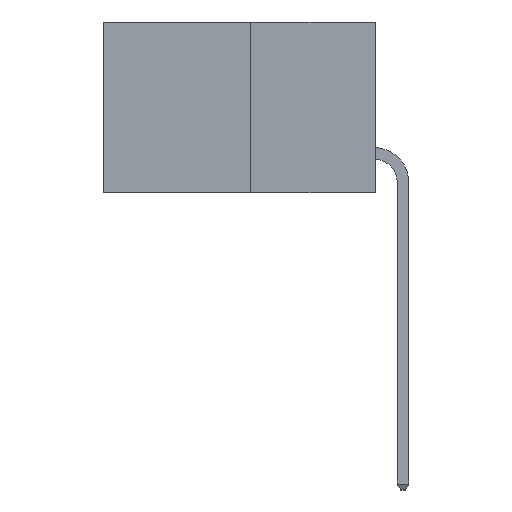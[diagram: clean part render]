
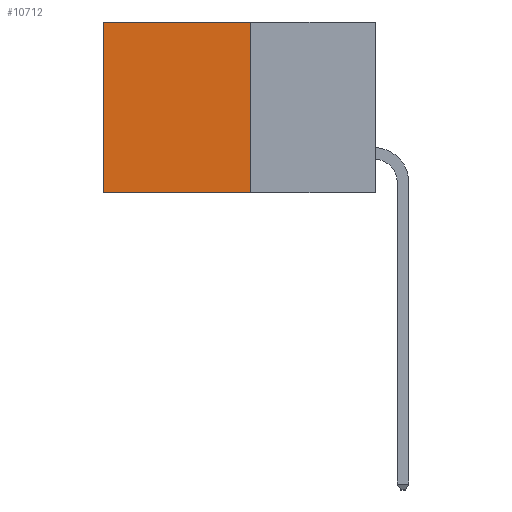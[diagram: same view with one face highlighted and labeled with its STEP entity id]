
A CAD part, left-side view. The second image highlights one B-rep face of the part: STEP entity #10712.
In plain terms, the highlighted planar face has unit normal (-1, 0, 0).
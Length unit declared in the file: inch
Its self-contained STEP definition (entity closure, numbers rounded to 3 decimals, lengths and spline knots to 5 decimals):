
#146 = CARTESIAN_POINT ( 'NONE',  ( 0.277, 0.59, -0.37 ) ) ;
#271 = DIRECTION ( 'NONE',  ( 0., 1., 0. ) ) ;
#708 = PLANE ( 'NONE',  #4596 ) ;
#2776 = CARTESIAN_POINT ( 'NONE',  ( 0.277, 0.27, -0.37 ) ) ;
#3136 = VERTEX_POINT ( 'NONE', #146 ) ;
#3761 = VERTEX_POINT ( 'NONE', #31029 ) ;
#4596 = AXIS2_PLACEMENT_3D ( 'NONE', #5705, #22574, #8204 ) ;
#5705 = CARTESIAN_POINT ( 'NONE',  ( 0.277, 0.27, -0.37 ) ) ;
#6303 = DIRECTION ( 'NONE',  ( 0., 1., 0. ) ) ;
#6975 = ORIENTED_EDGE ( 'NONE', *, *, #28605, .F. ) ;
#7075 = LINE ( 'NONE', #28472, #25422 ) ;
#8204 = DIRECTION ( 'NONE',  ( 0., 0., -1. ) ) ;
#10712 = ADVANCED_FACE ( 'NONE', ( #11568 ), #708, .F. ) ;
#10947 = LINE ( 'NONE', #2776, #29127 ) ;
#11568 = FACE_OUTER_BOUND ( 'NONE', #29510, .T. ) ;
#11596 = EDGE_CURVE ( 'NONE', #20327, #3761, #18979, .T. ) ;
#12067 = ORIENTED_EDGE ( 'NONE', *, *, #11596, .T. ) ;
#12711 = VECTOR ( 'NONE', #6303, 39.37008 ) ;
#12724 = CARTESIAN_POINT ( 'NONE',  ( 0.277, 0.27, -0.37 ) ) ;
#13888 = LINE ( 'NONE', #12724, #25714 ) ;
#15094 = DIRECTION ( 'NONE',  ( 0., 0., -1. ) ) ;
#15793 = EDGE_CURVE ( 'NONE', #20327, #24988, #13888, .T. ) ;
#16767 = CARTESIAN_POINT ( 'NONE',  ( 0.277, 0.27, 0. ) ) ;
#16801 = EDGE_CURVE ( 'NONE', #3761, #3136, #7075, .T. ) ;
#18979 = LINE ( 'NONE', #25474, #12711 ) ;
#20327 = VERTEX_POINT ( 'NONE', #16767 ) ;
#21483 = DIRECTION ( 'NONE',  ( 0., 0., -1. ) ) ;
#22574 = DIRECTION ( 'NONE',  ( 1., 0., 0. ) ) ;
#24988 = VERTEX_POINT ( 'NONE', #26574 ) ;
#25422 = VECTOR ( 'NONE', #21483, 39.37008 ) ;
#25474 = CARTESIAN_POINT ( 'NONE',  ( 0.277, 0.27, 0. ) ) ;
#25714 = VECTOR ( 'NONE', #15094, 39.37008 ) ;
#26574 = CARTESIAN_POINT ( 'NONE',  ( 0.277, 0.27, -0.37 ) ) ;
#28128 = ORIENTED_EDGE ( 'NONE', *, *, #16801, .T. ) ;
#28472 = CARTESIAN_POINT ( 'NONE',  ( 0.277, 0.59, -0.37 ) ) ;
#28605 = EDGE_CURVE ( 'NONE', #24988, #3136, #10947, .T. ) ;
#29127 = VECTOR ( 'NONE', #271, 39.37008 ) ;
#29510 = EDGE_LOOP ( 'NONE', ( #28128, #6975, #31125, #12067 ) ) ;
#31029 = CARTESIAN_POINT ( 'NONE',  ( 0.277, 0.59, 0. ) ) ;
#31125 = ORIENTED_EDGE ( 'NONE', *, *, #15793, .F. ) ;
